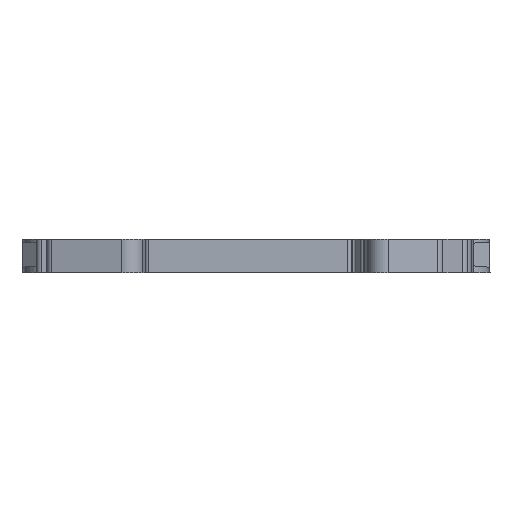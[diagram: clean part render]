
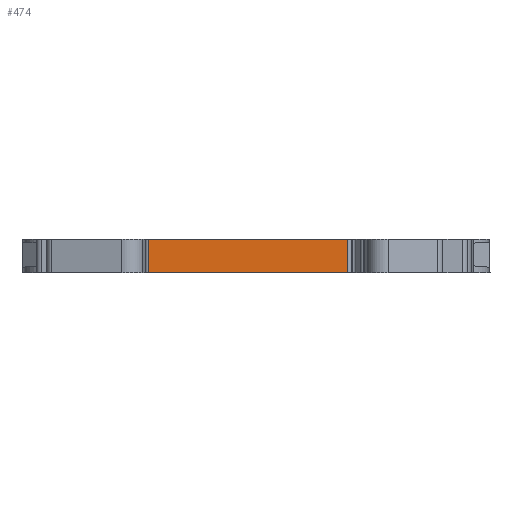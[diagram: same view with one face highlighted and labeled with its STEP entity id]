
A CAD part, front view. The second image highlights one B-rep face of the part: STEP entity #474.
In plain terms, the highlighted planar face has unit normal (0, -1, 0).
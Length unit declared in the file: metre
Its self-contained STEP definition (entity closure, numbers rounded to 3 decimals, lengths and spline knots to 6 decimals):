
#474 = ADVANCED_FACE( 'NONE', ( #966 ), #967, .F. );
#966 = FACE_OUTER_BOUND( '', #1472, .T. );
#967 = PLANE( '', #1473 );
#1472 = EDGE_LOOP( '', ( #2973, #2974, #2975, #2976 ) );
#1473 = AXIS2_PLACEMENT_3D( '', #2977, #2978, #2979 );
#2973 = ORIENTED_EDGE( '', *, *, #3716, .F. );
#2974 = ORIENTED_EDGE( '', *, *, #3218, .F. );
#2975 = ORIENTED_EDGE( '', *, *, #3688, .F. );
#2976 = ORIENTED_EDGE( '', *, *, #3372, .F. );
#2977 = CARTESIAN_POINT( '', ( 0.126166, 0.147434, 0.005 ) );
#2978 = DIRECTION( '', ( 0., 1., 0. ) );
#2979 = DIRECTION( '', ( 0., 0., 1. ) );
#3218 = EDGE_CURVE( 'NONE', #3913, #3915, #3916, .T. );
#3372 = EDGE_CURVE( 'NONE', #4178, #4179, #4180, .T. );
#3688 = EDGE_CURVE( 'NONE', #4179, #3913, #4621, .F. );
#3716 = EDGE_CURVE( 'NONE', #3915, #4178, #4652, .F. );
#3913 = VERTEX_POINT( 'NONE', #4913 );
#3915 = VERTEX_POINT( 'NONE', #4915 );
#3916 = LINE( '', #4916, #4917 );
#4178 = VERTEX_POINT( 'NONE', #5312 );
#4179 = VERTEX_POINT( 'NONE', #5313 );
#4180 = LINE( '', #5314, #5315 );
#4621 = LINE( '', #5996, #5997 );
#4652 = LINE( '', #6042, #6043 );
#4913 = CARTESIAN_POINT( '', ( 0.126166, 0.147434, 0.005 ) );
#4915 = CARTESIAN_POINT( '', ( 0.126166, 0.147434, 0. ) );
#4916 = CARTESIAN_POINT( '', ( 0.126166, 0.147434, 0.005 ) );
#4917 = VECTOR( '', #6191, 1. );
#5312 = CARTESIAN_POINT( '', ( 0.096752, 0.147432, 0. ) );
#5313 = CARTESIAN_POINT( '', ( 0.096752, 0.147432, 0.005 ) );
#5314 = CARTESIAN_POINT( '', ( 0.096752, 0.147432, 0. ) );
#5315 = VECTOR( '', #6342, 1. );
#5996 = CARTESIAN_POINT( '', ( 0.147105, 0.147435, 0.005 ) );
#5997 = VECTOR( '', #6661, 1. );
#6042 = CARTESIAN_POINT( '', ( 0.147101, 0.147435, 0. ) );
#6043 = VECTOR( '', #6694, 1. );
#6191 = DIRECTION( '', ( 0., 0., -1. ) );
#6342 = DIRECTION( '', ( 0., 0., 1. ) );
#6661 = DIRECTION( '', ( -1., 0., 0. ) );
#6694 = DIRECTION( '', ( 1., 0., 0. ) );
